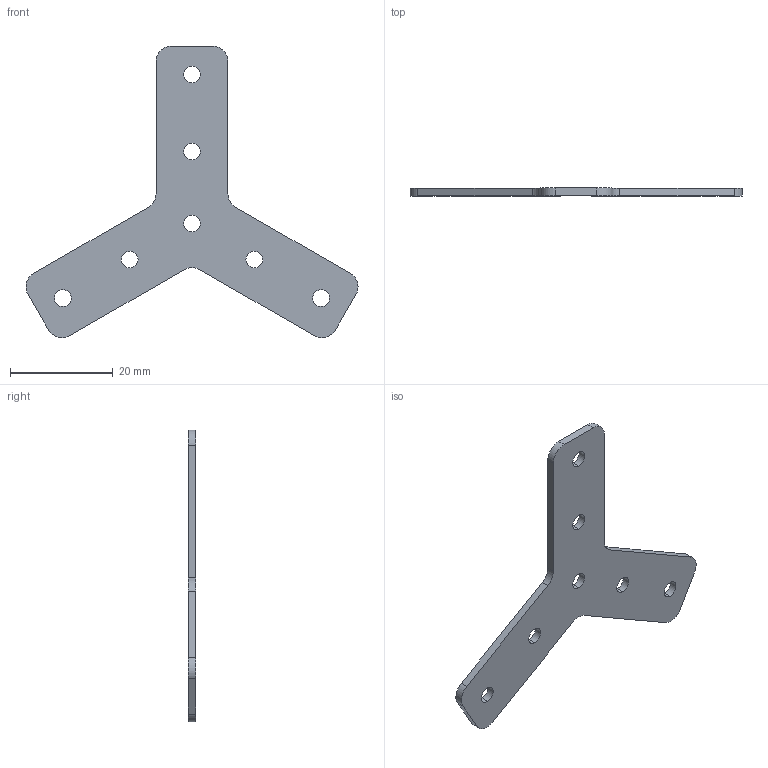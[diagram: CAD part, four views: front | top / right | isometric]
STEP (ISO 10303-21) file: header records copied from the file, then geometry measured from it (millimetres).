
FILE_DESCRIPTION (( 'STEP AP214' ), '1' );
FILE_NAME ('S23 Ó-ñîåäèíèòåëü 120 ãðàäóñîâ 35 ìì.STEP', '2019-11-15T11:51:37', ( 'Windows User' ), ( '' ), 'SwSTEP 2.0', 'SolidWorks 2019', '' );
FILE_SCHEMA (( 'AUTOMOTIVE_DESIGN' ));
Length unit declared in the file: millimetre
Products named in the file (1): S23 Ó-ñîåäèíèòåëü 120 ãðàäóñîâ 35 ìì
Bounding box: 64.56 x 1.5 x 56.71 mm (x, y, z)
Volume: 1943.9 mm3; surface area: 3023.1 mm2
Topology: 1 solids, 1 shells, 34 faces, 96 edges, 64 vertices
Faces by surface type: cylinder 23, plane 11
Entity records: 1188 total; most frequent: DIRECTION 212, CARTESIAN_POINT 195, ORIENTED_EDGE 192, EDGE_CURVE 96, AXIS2_PLACEMENT_3D 81, VERTEX_POINT 64, LINE 50, VECTOR 50
